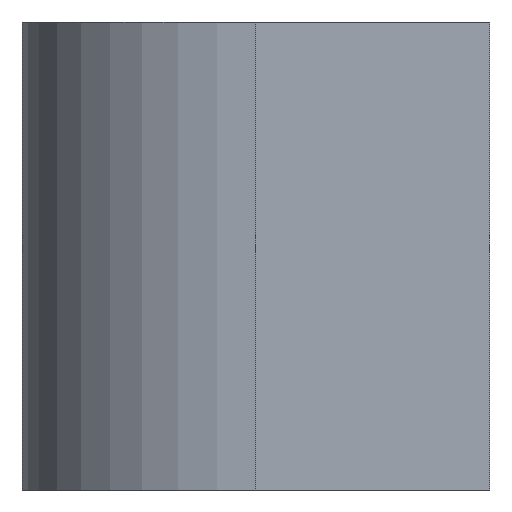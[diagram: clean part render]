
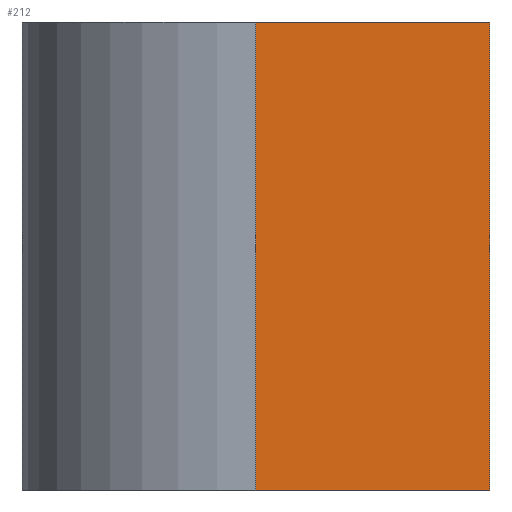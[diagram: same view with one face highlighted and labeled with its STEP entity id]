
A CAD part, left-side view. The second image highlights one B-rep face of the part: STEP entity #212.
In plain terms, the highlighted planar face has unit normal (-1, 0, 0).
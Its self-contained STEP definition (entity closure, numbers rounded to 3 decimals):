
#21=FACE_OUTER_BOUND('',#33,.T.);
#33=EDGE_LOOP('',(#154,#155,#156,#157));
#56=LINE('',#339,#76);
#59=LINE('',#356,#79);
#60=LINE('',#357,#80);
#61=LINE('',#358,#81);
#76=VECTOR('',#271,10.);
#79=VECTOR('',#286,10.);
#80=VECTOR('',#287,10.);
#81=VECTOR('',#288,10.);
#96=VERTEX_POINT('',#336);
#97=VERTEX_POINT('',#338);
#104=VERTEX_POINT('',#354);
#105=VERTEX_POINT('',#355);
#116=EDGE_CURVE('',#97,#96,#56,.T.);
#124=EDGE_CURVE('',#104,#105,#59,.T.);
#125=EDGE_CURVE('',#97,#105,#60,.T.);
#126=EDGE_CURVE('',#104,#96,#61,.T.);
#154=ORIENTED_EDGE('',*,*,#124,.T.);
#155=ORIENTED_EDGE('',*,*,#125,.F.);
#156=ORIENTED_EDGE('',*,*,#116,.T.);
#157=ORIENTED_EDGE('',*,*,#126,.F.);
#205=PLANE('',#249);
#212=ADVANCED_FACE('',(#21),#205,.T.);
#249=AXIS2_PLACEMENT_3D('',#353,#284,#285);
#271=DIRECTION('',(0.,-1.,0.));
#284=DIRECTION('center_axis',(-1.,0.,0.));
#285=DIRECTION('ref_axis',(0.,0.,1.));
#286=DIRECTION('',(0.,1.,0.));
#287=DIRECTION('',(0.,0.,1.));
#288=DIRECTION('',(0.,0.,-1.));
#336=CARTESIAN_POINT('',(-1.4,-1.5,-5.));
#338=CARTESIAN_POINT('',(-1.4,3.5,-5.));
#339=CARTESIAN_POINT('',(-1.4,3.5,-5.));
#353=CARTESIAN_POINT('Origin',(-1.4,-1.5,0.));
#354=CARTESIAN_POINT('',(-1.4,-1.5,5.));
#355=CARTESIAN_POINT('',(-1.4,3.5,5.));
#356=CARTESIAN_POINT('',(-1.4,3.5,5.));
#357=CARTESIAN_POINT('',(-1.4,3.5,0.));
#358=CARTESIAN_POINT('',(-1.4,-1.5,0.));
